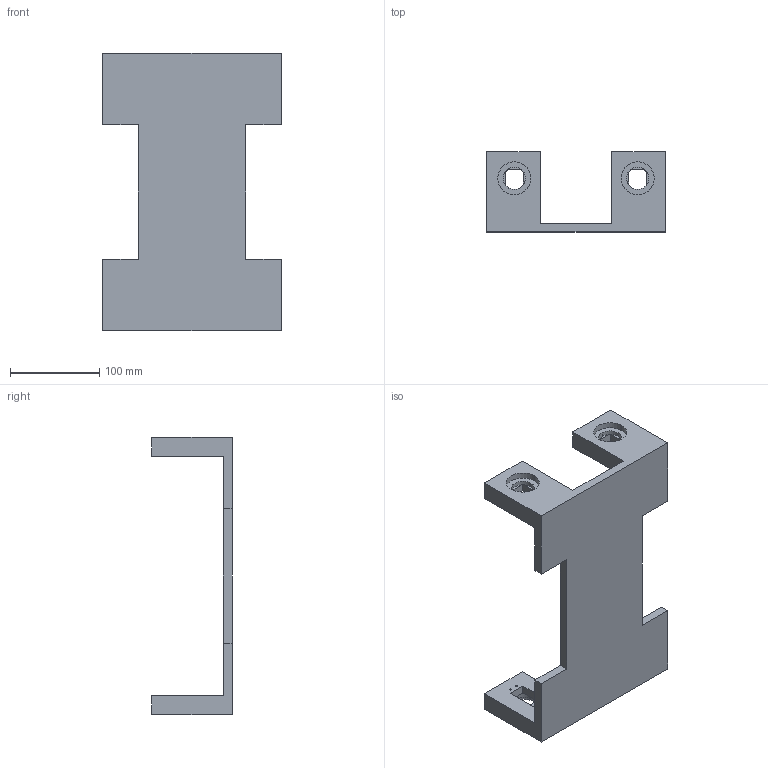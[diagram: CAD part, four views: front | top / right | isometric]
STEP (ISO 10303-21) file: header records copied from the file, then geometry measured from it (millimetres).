
FILE_DESCRIPTION((''),'2;1');
FILE_NAME('NEW_MAIN_FRAME','2023-07-07T00:18:19',('Lenovo'),(''),'CREO PARAMETRIC BY PTC INC, 2022073','CREO PARAMETRIC BY PTC INC, 2022073','');
FILE_SCHEMA(('CONFIG_CONTROL_DESIGN'));
Length unit declared in the file: millimetre
Products named in the file (1): NEW_MAIN_FRAME
Bounding box: 200 x 90 x 310 mm (x, y, z)
Volume: 837204.5 mm3; surface area: 170220.4 mm2
Topology: 1 solids, 1 shells, 134 faces, 312 edges, 200 vertices
Faces by surface type: plane 86, cylinder 48
Entity records: 3878 total; most frequent: DIRECTION 700, CARTESIAN_POINT 646, ORIENTED_EDGE 624, EDGE_CURVE 312, AXIS2_PLACEMENT_3D 254, VERTEX_POINT 200, VECTOR 192, LINE 192
